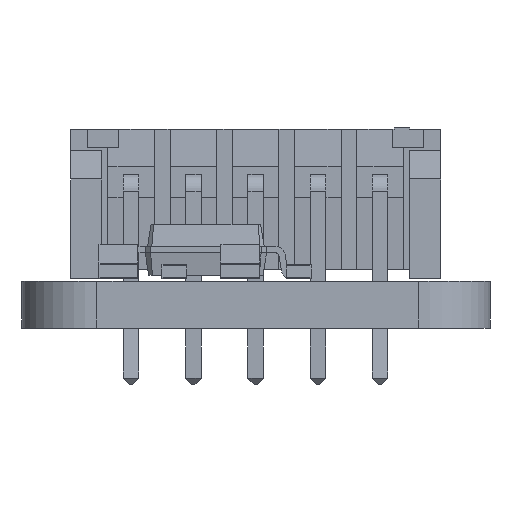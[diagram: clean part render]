
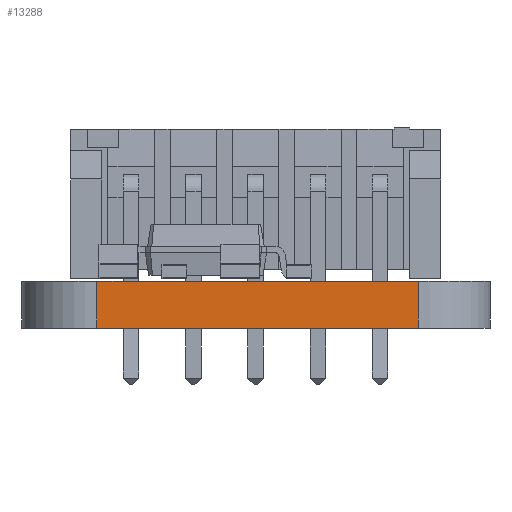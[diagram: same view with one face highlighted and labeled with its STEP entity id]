
A CAD part, left-side view. The second image highlights one B-rep face of the part: STEP entity #13288.
In plain terms, the highlighted planar face has unit normal (-1, 0, 0).
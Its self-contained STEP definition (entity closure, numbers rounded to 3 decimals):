
#13250 = EDGE_CURVE('',#13251,#13253,#13255,.T.);
#13251 = VERTEX_POINT('',#13252);
#13252 = CARTESIAN_POINT('',(120.432,-98.34,0.));
#13253 = VERTEX_POINT('',#13254);
#13254 = CARTESIAN_POINT('',(120.432,-98.34,1.51));
#13255 = LINE('',#13256,#13257);
#13256 = CARTESIAN_POINT('',(120.432,-98.34,0.));
#13257 = VECTOR('',#13258,1.);
#13258 = DIRECTION('',(0.,0.,1.));
#13288 = ADVANCED_FACE('',(#13289),#13314,.T.);
#13289 = FACE_BOUND('',#13290,.T.);
#13290 = EDGE_LOOP('',(#13291,#13301,#13307,#13308));
#13291 = ORIENTED_EDGE('',*,*,#13292,.T.);
#13292 = EDGE_CURVE('',#13293,#13295,#13297,.T.);
#13293 = VERTEX_POINT('',#13294);
#13294 = CARTESIAN_POINT('',(120.433,-108.673,0.));
#13295 = VERTEX_POINT('',#13296);
#13296 = CARTESIAN_POINT('',(120.433,-108.673,1.51));
#13297 = LINE('',#13298,#13299);
#13298 = CARTESIAN_POINT('',(120.433,-108.673,0.));
#13299 = VECTOR('',#13300,1.);
#13300 = DIRECTION('',(0.,0.,1.));
#13301 = ORIENTED_EDGE('',*,*,#13302,.T.);
#13302 = EDGE_CURVE('',#13295,#13253,#13303,.T.);
#13303 = LINE('',#13304,#13305);
#13304 = CARTESIAN_POINT('',(120.433,-108.673,1.51));
#13305 = VECTOR('',#13306,1.);
#13306 = DIRECTION('',(0.,1.,0.));
#13307 = ORIENTED_EDGE('',*,*,#13250,.F.);
#13308 = ORIENTED_EDGE('',*,*,#13309,.F.);
#13309 = EDGE_CURVE('',#13293,#13251,#13310,.T.);
#13310 = LINE('',#13311,#13312);
#13311 = CARTESIAN_POINT('',(120.433,-108.673,0.));
#13312 = VECTOR('',#13313,1.);
#13313 = DIRECTION('',(0.,1.,0.));
#13314 = PLANE('',#13315);
#13315 = AXIS2_PLACEMENT_3D('',#13316,#13317,#13318);
#13316 = CARTESIAN_POINT('',(120.433,-108.673,0.));
#13317 = DIRECTION('',(-1.,0.,0.));
#13318 = DIRECTION('',(0.,1.,0.));
